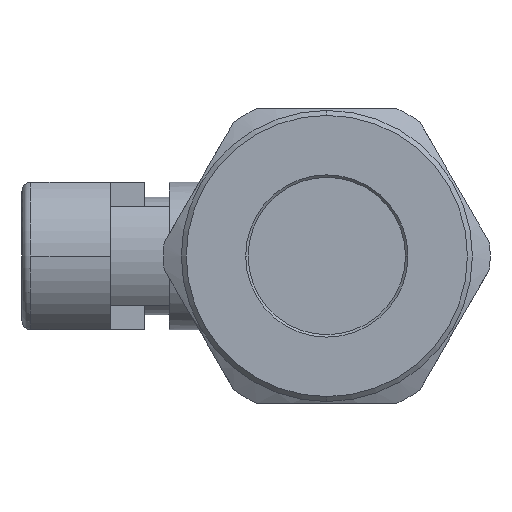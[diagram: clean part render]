
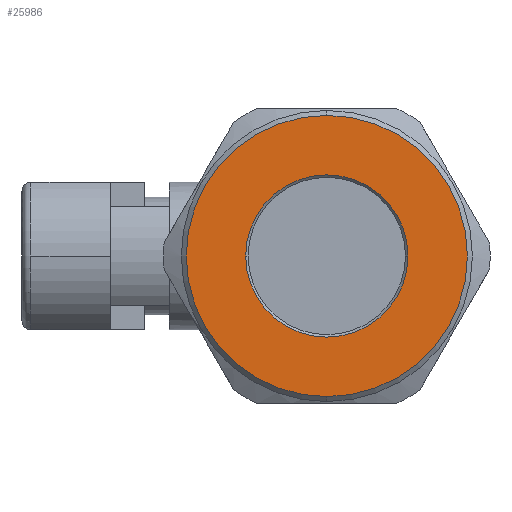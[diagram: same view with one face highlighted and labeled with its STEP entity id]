
A CAD part, left-side view. The second image highlights one B-rep face of the part: STEP entity #25986.
In plain terms, the highlighted planar face has unit normal (-1, 0, 0).
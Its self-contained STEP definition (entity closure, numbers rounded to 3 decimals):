
#2135 = ORIENTED_EDGE ( 'NONE', *, *, #34002, .T. ) ;
#2137 = ORIENTED_EDGE ( 'NONE', *, *, #32895, .T. ) ;
#2139 = ORIENTED_EDGE ( 'NONE', *, *, #34015, .F. ) ;
#2140 = ORIENTED_EDGE ( 'NONE', *, *, #32894, .F. ) ;
#8332 = EDGE_LOOP ( 'NONE', ( #2139, #2140 ) ) ;
#8336 = EDGE_LOOP ( 'NONE', ( #2135, #2137 ) ) ;
#9099 = CIRCLE ( 'NONE', #29629, 14.3 ) ;
#9110 = CIRCLE ( 'NONE', #29630, 8.25 ) ;
#10050 = CIRCLE ( 'NONE', #29729, 8.25 ) ;
#10062 = CIRCLE ( 'NONE', #29732, 14.3 ) ;
#13357 = AXIS2_PLACEMENT_3D ( 'NONE', #25828, #25827, #25831 ) ;
#22393 = FACE_BOUND ( 'NONE', #8336, .T. ) ;
#22394 = FACE_OUTER_BOUND ( 'NONE', #8332, .T. ) ;
#24514 = VERTEX_POINT ( 'NONE', #38301 ) ;
#24517 = VERTEX_POINT ( 'NONE', #38304 ) ;
#24566 = VERTEX_POINT ( 'NONE', #38353 ) ;
#24575 = VERTEX_POINT ( 'NONE', #38362 ) ;
#25827 = DIRECTION ( 'NONE',  ( -1., 0., 0. ) ) ;
#25828 = CARTESIAN_POINT ( 'NONE',  ( -31.1, 14.3, 0. ) ) ;
#25829 = PLANE ( 'NONE',  #13357 ) ;
#25831 = DIRECTION ( 'NONE',  ( 0., 0., 1. ) ) ;
#25986 = ADVANCED_FACE ( 'NONE', ( #22393, #22394 ), #25829, .T. ) ;
#29629 = AXIS2_PLACEMENT_3D ( 'NONE', #41356, #41357, #41358 ) ;
#29630 = AXIS2_PLACEMENT_3D ( 'NONE', #41359, #41360, #41361 ) ;
#29729 = AXIS2_PLACEMENT_3D ( 'NONE', #36909, #36910, #36911 ) ;
#29732 = AXIS2_PLACEMENT_3D ( 'NONE', #36924, #36925, #36926 ) ;
#32894 = EDGE_CURVE ( 'NONE', #24566, #24517, #9099, .T. ) ;
#32895 = EDGE_CURVE ( 'NONE', #24514, #24575, #9110, .T. ) ;
#34002 = EDGE_CURVE ( 'NONE', #24575, #24514, #10050, .T. ) ;
#34015 = EDGE_CURVE ( 'NONE', #24517, #24566, #10062, .T. ) ;
#36909 = CARTESIAN_POINT ( 'NONE',  ( -31.1, 0., 0. ) ) ;
#36910 = DIRECTION ( 'NONE',  ( 1., 0., 0. ) ) ;
#36911 = DIRECTION ( 'NONE',  ( 0., 1., 0. ) ) ;
#36924 = CARTESIAN_POINT ( 'NONE',  ( -31.1, 0., 0. ) ) ;
#36925 = DIRECTION ( 'NONE',  ( 1., 0., 0. ) ) ;
#36926 = DIRECTION ( 'NONE',  ( 0., 0., -1. ) ) ;
#38301 = CARTESIAN_POINT ( 'NONE',  ( -31.1, 8.25, 0. ) ) ;
#38304 = CARTESIAN_POINT ( 'NONE',  ( -31.1, 0., -14.3 ) ) ;
#38353 = CARTESIAN_POINT ( 'NONE',  ( -31.1, 0., 14.3 ) ) ;
#38362 = CARTESIAN_POINT ( 'NONE',  ( -31.1, -8.25, 0. ) ) ;
#41356 = CARTESIAN_POINT ( 'NONE',  ( -31.1, 0., 0. ) ) ;
#41357 = DIRECTION ( 'NONE',  ( 1., 0., 0. ) ) ;
#41358 = DIRECTION ( 'NONE',  ( 0., 0., -1. ) ) ;
#41359 = CARTESIAN_POINT ( 'NONE',  ( -31.1, 0., 0. ) ) ;
#41360 = DIRECTION ( 'NONE',  ( 1., 0., 0. ) ) ;
#41361 = DIRECTION ( 'NONE',  ( 0., 1., 0. ) ) ;
